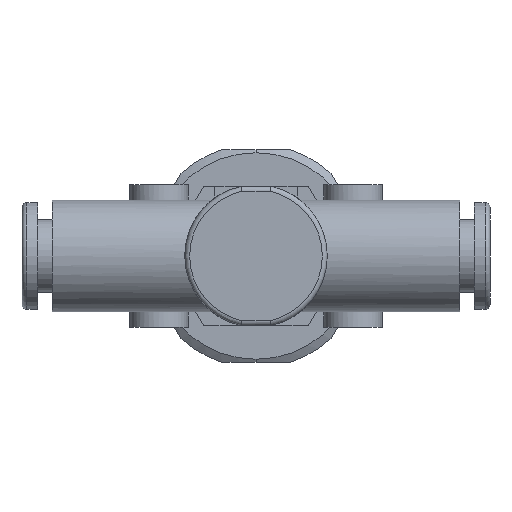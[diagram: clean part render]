
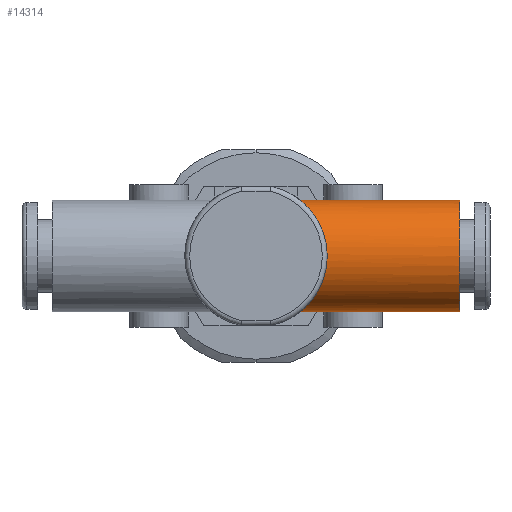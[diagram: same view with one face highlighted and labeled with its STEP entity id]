
A CAD part, front view. The second image highlights one B-rep face of the part: STEP entity #14314.
In plain terms, the highlighted cylindrical face has radius 5.75 mm (diameter 11.5 mm), a partial arc.
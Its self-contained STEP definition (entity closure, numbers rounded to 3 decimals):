
#74 = CARTESIAN_POINT ( 'NONE',  ( 6.239, -4.286, -3.85 ) ) ;
#152 = CARTESIAN_POINT ( 'NONE',  ( 7.169, -5.55, 1.555 ) ) ;
#223 = CARTESIAN_POINT ( 'NONE',  ( 4.735, -1.365, 5.589 ) ) ;
#631 = DIRECTION ( 'NONE',  ( -1., 0., 0. ) ) ;
#683 = VECTOR ( 'NONE', #631, 1000. ) ;
#974 = CIRCLE ( 'NONE', #1090, 5.75 ) ;
#1090 = AXIS2_PLACEMENT_3D ( 'NONE', #1665, #14180, #3472 ) ;
#1665 = CARTESIAN_POINT ( 'NONE',  ( 21., 0., 0. ) ) ;
#1878 = CARTESIAN_POINT ( 'NONE',  ( 6.705, -4.938, -2.968 ) ) ;
#1942 = DIRECTION ( 'NONE',  ( -1., 0., 0. ) ) ;
#1962 = CARTESIAN_POINT ( 'NONE',  ( 6.848, -5.129, 2.627 ) ) ;
#2044 = CARTESIAN_POINT ( 'NONE',  ( 4.603, -0.795, 5.698 ) ) ;
#2580 = VERTEX_POINT ( 'NONE', #5242 ) ;
#3472 = DIRECTION ( 'NONE',  ( 0., 0., -1. ) ) ;
#3596 = CARTESIAN_POINT ( 'NONE',  ( 4.538, -0.4, -5.75 ) ) ;
#3688 = CARTESIAN_POINT ( 'NONE',  ( 7.073, -5.426, -1.94 ) ) ;
#3773 = CARTESIAN_POINT ( 'NONE',  ( 6.41, -4.53, 3.56 ) ) ;
#3842 = CARTESIAN_POINT ( 'NONE',  ( 4.538, -0.201, 5.75 ) ) ;
#4269 = FACE_OUTER_BOUND ( 'NONE', #20431, .T. ) ;
#5242 = CARTESIAN_POINT ( 'NONE',  ( 4.538, 0., -5.75 ) ) ;
#5398 = CARTESIAN_POINT ( 'NONE',  ( 4.592, -0.792, -5.709 ) ) ;
#5473 = CARTESIAN_POINT ( 'NONE',  ( 7.259, -5.666, -0.998 ) ) ;
#5548 = CARTESIAN_POINT ( 'NONE',  ( 5.905, -3.783, 4.345 ) ) ;
#5613 = AXIS2_PLACEMENT_3D ( 'NONE', #20097, #9355, #21883 ) ;
#6431 = ORIENTED_EDGE ( 'NONE', *, *, #15102, .F. ) ;
#7196 = CARTESIAN_POINT ( 'NONE',  ( 4.914, -1.91, -5.436 ) ) ;
#7272 = CARTESIAN_POINT ( 'NONE',  ( 7.316, -5.739, -0.405 ) ) ;
#7356 = CARTESIAN_POINT ( 'NONE',  ( 5.385, -2.91, 4.972 ) ) ;
#8787 = CARTESIAN_POINT ( 'NONE',  ( 21., 0., -5.75 ) ) ;
#9000 = CARTESIAN_POINT ( 'NONE',  ( 5.384, -2.907, -4.974 ) ) ;
#9085 = CARTESIAN_POINT ( 'NONE',  ( 7.318, -5.741, 0.385 ) ) ;
#9158 = CARTESIAN_POINT ( 'NONE',  ( 4.992, -2.086, 5.361 ) ) ;
#9312 = ORIENTED_EDGE ( 'NONE', *, *, #12547, .F. ) ;
#9355 = DIRECTION ( 'NONE',  ( -1., 0., 0. ) ) ;
#10115 = VECTOR ( 'NONE', #1942, 1000. ) ;
#10798 = CARTESIAN_POINT ( 'NONE',  ( 5.899, -3.774, -4.353 ) ) ;
#10865 = CARTESIAN_POINT ( 'NONE',  ( 7.262, -5.67, 0.977 ) ) ;
#10952 = CARTESIAN_POINT ( 'NONE',  ( 4.793, -1.552, 5.54 ) ) ;
#12412 = CARTESIAN_POINT ( 'NONE',  ( 21., 0., 5.75 ) ) ;
#12547 = EDGE_CURVE ( 'NONE', #22822, #15895, #974, .T. ) ;
#12593 = CARTESIAN_POINT ( 'NONE',  ( 6.405, -4.522, -3.57 ) ) ;
#12682 = CARTESIAN_POINT ( 'NONE',  ( 7.078, -5.433, 1.923 ) ) ;
#12702 = ORIENTED_EDGE ( 'NONE', *, *, #21116, .T. ) ;
#12754 = CARTESIAN_POINT ( 'NONE',  ( 4.641, -0.987, 5.668 ) ) ;
#14138 = CARTESIAN_POINT ( 'NONE',  ( 4.538, 0., 5.75 ) ) ;
#14180 = DIRECTION ( 'NONE',  ( 1., 0., 0. ) ) ;
#14314 = ADVANCED_FACE ( 'NONE', ( #4269 ), #18014, .T. ) ;
#14322 = CARTESIAN_POINT ( 'NONE',  ( 4.538, 0., -5.75 ) ) ;
#14407 = CARTESIAN_POINT ( 'NONE',  ( 6.841, -5.12, -2.644 ) ) ;
#14484 = CARTESIAN_POINT ( 'NONE',  ( 6.711, -4.947, 2.954 ) ) ;
#14561 = CARTESIAN_POINT ( 'NONE',  ( 4.552, -0.403, 5.739 ) ) ;
#14891 = LINE ( 'NONE', #16180, #10115 ) ;
#14985 = LINE ( 'NONE', #22080, #683 ) ;
#15102 = EDGE_CURVE ( 'NONE', #2580, #18748, #17108, .T. ) ;
#15895 = VERTEX_POINT ( 'NONE', #8787 ) ;
#16180 = CARTESIAN_POINT ( 'NONE',  ( 21., 0., 5.75 ) ) ;
#16199 = CARTESIAN_POINT ( 'NONE',  ( 7.165, -5.544, -1.573 ) ) ;
#16284 = CARTESIAN_POINT ( 'NONE',  ( 6.244, -4.294, 3.841 ) ) ;
#16368 = CARTESIAN_POINT ( 'NONE',  ( 4.538, 0., 5.75 ) ) ;
#17108 = B_SPLINE_CURVE_WITH_KNOTS ( 'NONE', 3,
 ( #14322, #3596, #5398, #17940, #7196, #19745, #9000, #21524, #10798, #74, #12593, #1878, #14407, #3688, #16199, #5473, #18029, #7272, #19819, #9085, #21615, #10865, #152, #12682, #1962, #14484, #3773, #16284, #5548, #18099, #7356, #19897, #9158, #21694, #10952, #223, #12754, #2044, #14561, #3842, #16368 ),
 .UNSPECIFIED., .F., .F.,
 ( 4, 2, 2, 2, 2, 2, 2, 2, 2, 1, 2, 2, 2, 2, 2, 2, 2, 2, 2, 2, 4 ),
 ( 0.019, 0.02, 0.021, 0.023, 0.024, 0.025, 0.026, 0.027, 0.028, 0.029, 0.029, 0.03, 0.031, 0.032, 0.033, 0.034, 0.036, 0.036, 0.037, 0.037, 0.038 ),
 .UNSPECIFIED. ) ;
#17940 = CARTESIAN_POINT ( 'NONE',  ( 4.783, -1.554, -5.55 ) ) ;
#18014 = CYLINDRICAL_SURFACE ( 'NONE', #5613, 5.75 ) ;
#18029 = CARTESIAN_POINT ( 'NONE',  ( 7.284, -5.697, -0.801 ) ) ;
#18099 = CARTESIAN_POINT ( 'NONE',  ( 5.73, -3.508, 4.57 ) ) ;
#18460 = EDGE_CURVE ( 'NONE', #15895, #2580, #14985, .T. ) ;
#18748 = VERTEX_POINT ( 'NONE', #14138 ) ;
#19745 = CARTESIAN_POINT ( 'NONE',  ( 5.215, -2.587, -5.149 ) ) ;
#19819 = CARTESIAN_POINT ( 'NONE',  ( 7.333, -5.76, -0.01 ) ) ;
#19897 = CARTESIAN_POINT ( 'NONE',  ( 5.217, -2.592, 5.146 ) ) ;
#20097 = CARTESIAN_POINT ( 'NONE',  ( 21., 0., 0. ) ) ;
#20431 = EDGE_LOOP ( 'NONE', ( #22313, #9312, #12702, #6431 ) ) ;
#21116 = EDGE_CURVE ( 'NONE', #22822, #18748, #14891, .T. ) ;
#21524 = CARTESIAN_POINT ( 'NONE',  ( 5.725, -3.499, -4.577 ) ) ;
#21615 = CARTESIAN_POINT ( 'NONE',  ( 7.286, -5.7, 0.779 ) ) ;
#21694 = CARTESIAN_POINT ( 'NONE',  ( 4.922, -1.913, 5.426 ) ) ;
#21883 = DIRECTION ( 'NONE',  ( 0., 0., 1. ) ) ;
#22080 = CARTESIAN_POINT ( 'NONE',  ( 21., 0., -5.75 ) ) ;
#22313 = ORIENTED_EDGE ( 'NONE', *, *, #18460, .F. ) ;
#22822 = VERTEX_POINT ( 'NONE', #12412 ) ;
